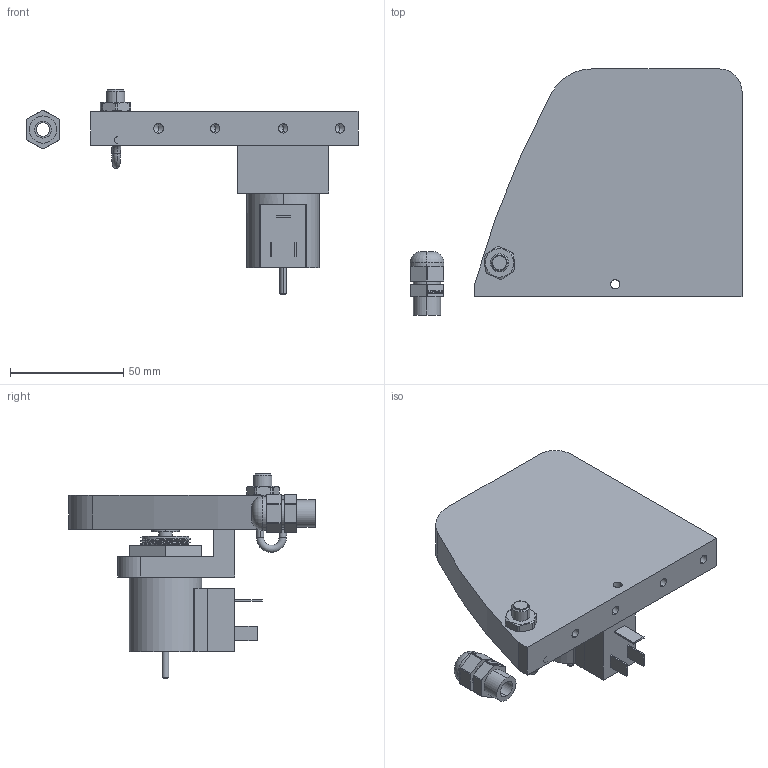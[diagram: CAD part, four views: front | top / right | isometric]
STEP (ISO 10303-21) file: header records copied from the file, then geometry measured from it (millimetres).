
FILE_DESCRIPTION (( 'STEP AP214' ), '1' );
FILE_NAME ('INGUN_60859.STEP', '2021-04-14T10:10:25', ( '' ), ( '' ), 'SwSTEP 2.0', 'SolidWorks 2018', '' );
FILE_SCHEMA (( 'AUTOMOTIVE_DESIGN' ));
Length unit declared in the file: millimetre
Products named in the file (11): 59551~2_S; DIN912~n_M04,0x025 VA; INGUN_60859; 38413_001~0; 43644~0; 60858~0_KUNDE<S>; 31194~0; 38413_002~0; 39892~5_KUNDE<S>; 50856~0_<S>Mutter 9; 38413~0_<Standard> SO auf MA Seitenwand
Assembly tree (12 placements, depth 3):
  INGUN_60859
    60858~0_KUNDE<S>
      39892~5_KUNDE<S>
    43644~0
    38413~0_<Standard> SO auf MA Seitenwand
      38413_002~0
      38413_001~0  x2
    31194~0
    50856~0_<S>Mutter 9
    59551~2_S
    DIN912~n_M04,0x025 VA  x2
Bounding box: 146.5 x 108.6 x 90.9 mm (x, y, z)
Volume: 219343.3 mm3; surface area: 52365.7 mm2
Topology: 12 solids, 12 shells, 443 faces, 1097 edges, 697 vertices
Faces by surface type: plane 179, cylinder 172, cone 64, bspline 20, torus 8
Entity records: 17075 total; most frequent: CARTESIAN_POINT 6787, DIRECTION 1916, ORIENTED_EDGE 1880, EDGE_CURVE 940, AXIS2_PLACEMENT_3D 693, VERTEX_POINT 610, LINE 530, VECTOR 530
